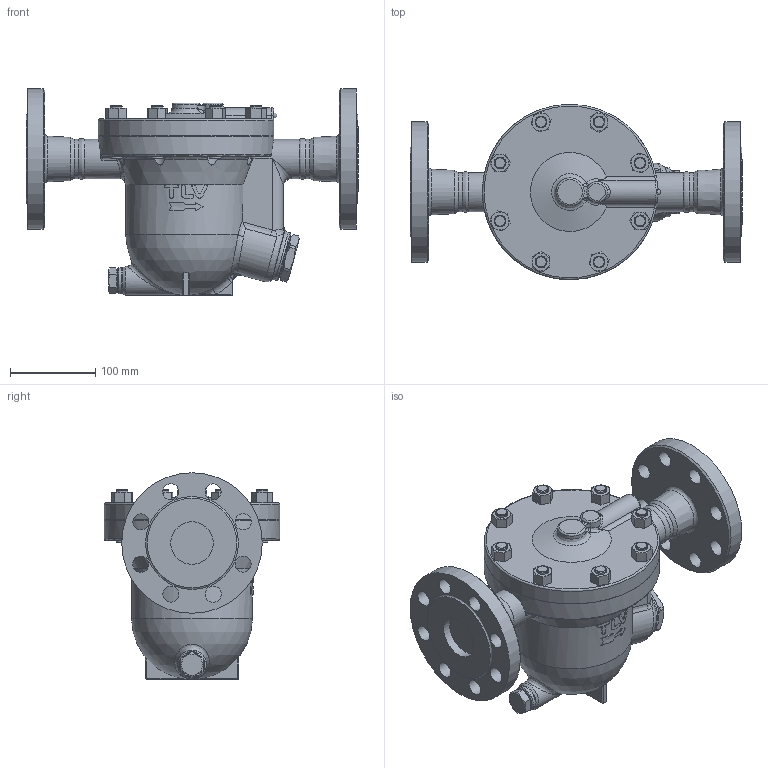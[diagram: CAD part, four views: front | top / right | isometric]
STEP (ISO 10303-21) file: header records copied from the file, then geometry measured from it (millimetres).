
FILE_DESCRIPTION((''),'2;1');
FILE_NAME('j7rlb-050-jis30-00.stp','2010-07-28T15:59:50',('nakaot'),(''),'Autodesk Inventor 2008','Autodesk Inventor 2008','');
FILE_SCHEMA(('AUTOMOTIVE_DESIGN { 1 0 10303 214 1 1 1 1 }'));
Length unit declared in the file: millimetre
Products named in the file (1): j7rlb-050-jis30-00
Bounding box: 390 x 206 x 242.5 mm (x, y, z)
Volume: 5314874.2 mm3; surface area: 360109 mm2
Topology: 1 solids, 1 shells, 428 faces, 1032 edges, 646 vertices
Faces by surface type: plane 142, cylinder 100, bspline 94, cone 79, torus 10, sphere 3
Full cylindrical faces by diameter (mm): 14 x24, 19 x8, 21 x1, 30 x1, 33 x1, 34 x1, 46 x3, 49.5 x1, 50 x1, 58 x1, 150 x1, 165 x1, 206 x2
Entity records: 20101 total; most frequent: CARTESIAN_POINT 11446, ORIENTED_EDGE 1798, DIRECTION 1599, EDGE_CURVE 899, AXIS2_PLACEMENT_3D 696, EDGE_LOOP 617, VERTEX_POINT 614, FACE_OUTER_BOUND 428
